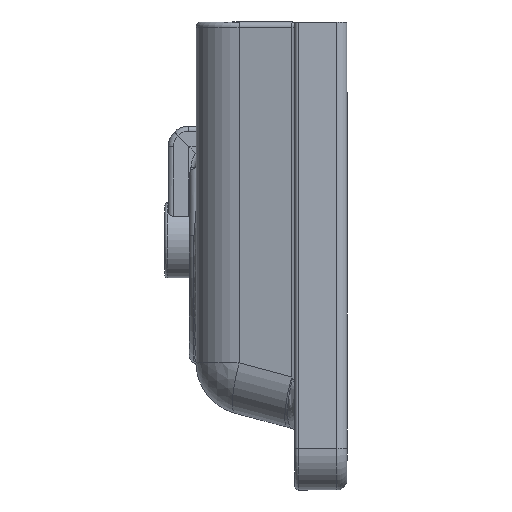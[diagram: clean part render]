
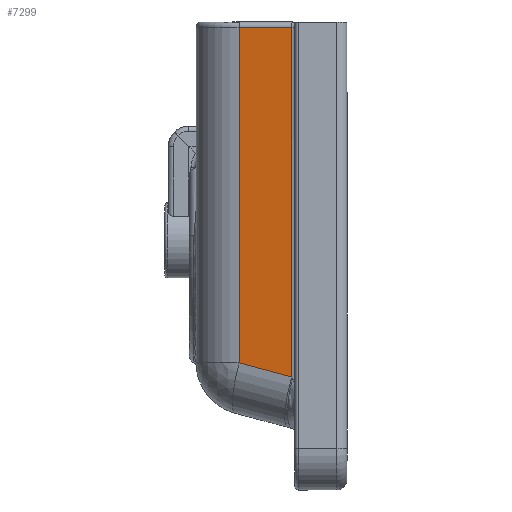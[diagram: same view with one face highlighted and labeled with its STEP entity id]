
A CAD part, left-side view. The second image highlights one B-rep face of the part: STEP entity #7299.
In plain terms, the highlighted planar face has unit normal (-0.985, 0.174, 0).
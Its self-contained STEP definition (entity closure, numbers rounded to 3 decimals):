
#274 = EDGE_CURVE ( 'NONE', #9878, #7023, #9635, .T. ) ;
#809 = EDGE_LOOP ( 'NONE', ( #8201, #7818, #4197, #4195 ) ) ;
#928 = CARTESIAN_POINT ( 'NONE',  ( -255., 0., 220. ) ) ;
#1396 = VERTEX_POINT ( 'NONE', #9852 ) ;
#2063 = DIRECTION ( 'NONE',  ( -0.174, -0.985, 0. ) ) ;
#2105 = CARTESIAN_POINT ( 'NONE',  ( -249.407, 31.72, -122.063 ) ) ;
#2109 = EDGE_CURVE ( 'NONE', #8660, #9878, #7401, .T. ) ;
#2541 = VECTOR ( 'NONE', #8266, 1000. ) ;
#2715 = PLANE ( 'NONE',  #6332 ) ;
#2913 = DIRECTION ( 'NONE',  ( -0.168, -0.952, -0.255 ) ) ;
#3327 = CARTESIAN_POINT ( 'NONE',  ( -245.608, 53.264, 225. ) ) ;
#3533 = CARTESIAN_POINT ( 'NONE',  ( -255., 0., 0. ) ) ;
#4195 = ORIENTED_EDGE ( 'NONE', *, *, #7989, .T. ) ;
#4197 = ORIENTED_EDGE ( 'NONE', *, *, #274, .T. ) ;
#4417 = VECTOR ( 'NONE', #9078, 1000. ) ;
#6020 = DIRECTION ( 'NONE',  ( -0.985, 0.174, 0. ) ) ;
#6091 = EDGE_CURVE ( 'NONE', #1396, #8660, #6789, .T. ) ;
#6332 = AXIS2_PLACEMENT_3D ( 'NONE', #3533, #6020, #2063 ) ;
#6789 = LINE ( 'NONE', #3327, #4417 ) ;
#7023 = VERTEX_POINT ( 'NONE', #7607 ) ;
#7029 = LINE ( 'NONE', #2105, #10624 ) ;
#7299 = ADVANCED_FACE ( 'NONE', ( #10263 ), #2715, .T. ) ;
#7401 = LINE ( 'NONE', #928, #2541 ) ;
#7607 = CARTESIAN_POINT ( 'NONE',  ( -236.718, 103.682, -102.781 ) ) ;
#7818 = ORIENTED_EDGE ( 'NONE', *, *, #2109, .T. ) ;
#7989 = EDGE_CURVE ( 'NONE', #7023, #1396, #7029, .T. ) ;
#8201 = ORIENTED_EDGE ( 'NONE', *, *, #6091, .T. ) ;
#8266 = DIRECTION ( 'NONE',  ( 0.174, 0.985, 0. ) ) ;
#8660 = VERTEX_POINT ( 'NONE', #10575 ) ;
#9078 = DIRECTION ( 'NONE',  ( 0., 0., 1. ) ) ;
#9635 = LINE ( 'NONE', #10396, #10544 ) ;
#9852 = CARTESIAN_POINT ( 'NONE',  ( -245.608, 53.264, -116.291 ) ) ;
#9878 = VERTEX_POINT ( 'NONE', #10450 ) ;
#10263 = FACE_OUTER_BOUND ( 'NONE', #809, .T. ) ;
#10396 = CARTESIAN_POINT ( 'NONE',  ( -236.718, 103.682, 0. ) ) ;
#10449 = DIRECTION ( 'NONE',  ( 0., 0., -1. ) ) ;
#10450 = CARTESIAN_POINT ( 'NONE',  ( -236.718, 103.682, 220. ) ) ;
#10544 = VECTOR ( 'NONE', #10449, 1000. ) ;
#10575 = CARTESIAN_POINT ( 'NONE',  ( -245.608, 53.264, 220. ) ) ;
#10624 = VECTOR ( 'NONE', #2913, 1000. ) ;
